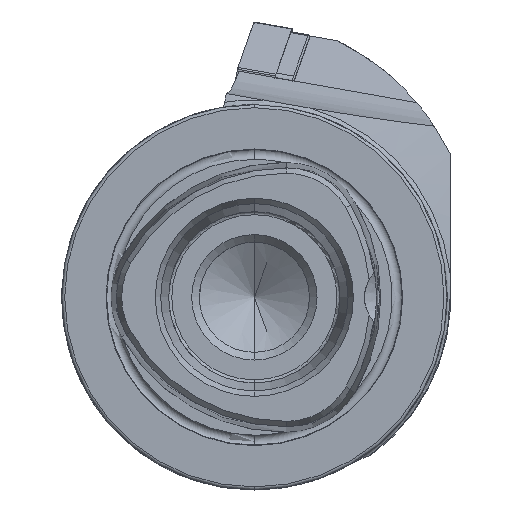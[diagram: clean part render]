
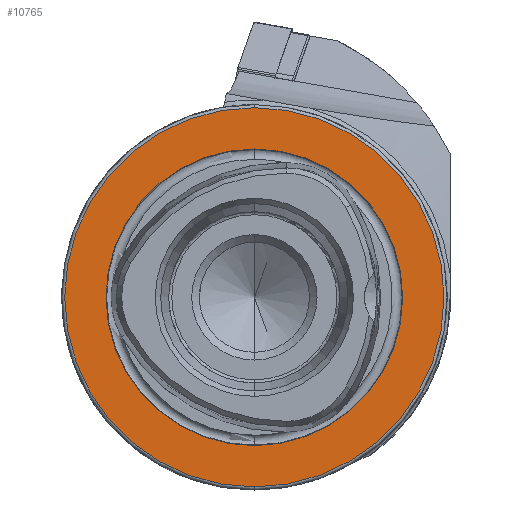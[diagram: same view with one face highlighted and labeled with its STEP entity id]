
A CAD part, left-side view. The second image highlights one B-rep face of the part: STEP entity #10765.
In plain terms, the highlighted planar face has unit normal (-1, 0, 0).
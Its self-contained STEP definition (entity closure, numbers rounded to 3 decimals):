
#459 = EDGE_CURVE ( 'NONE', #2505, #2507, #4686, .T. ) ;
#506 = CIRCLE ( 'NONE', #6304, 31. ) ;
#624 = PLANE ( 'NONE',  #1942 ) ;
#626 = CARTESIAN_POINT ( 'NONE',  ( 0., 24.25, 0. ) ) ;
#627 = DIRECTION ( 'NONE',  ( 1., 0., 0. ) ) ;
#628 = DIRECTION ( 'NONE',  ( 0., 0., -1. ) ) ;
#1942 = AXIS2_PLACEMENT_3D ( 'NONE', #626, #627, #628 ) ;
#2505 = VERTEX_POINT ( 'NONE', #9223 ) ;
#2507 = VERTEX_POINT ( 'NONE', #9220 ) ;
#2509 = VERTEX_POINT ( 'NONE', #9215 ) ;
#2510 = VERTEX_POINT ( 'NONE', #9167 ) ;
#2658 = CIRCLE ( 'NONE', #3139, 24.25 ) ;
#2659 = CIRCLE ( 'NONE', #3140, 31. ) ;
#3076 = AXIS2_PLACEMENT_3D ( 'NONE', #3311, #3310, #3309 ) ;
#3139 = AXIS2_PLACEMENT_3D ( 'NONE', #5026, #5256, #5251 ) ;
#3140 = AXIS2_PLACEMENT_3D ( 'NONE', #5234, #5232, #5194 ) ;
#3309 = DIRECTION ( 'NONE',  ( 0., 0., 1. ) ) ;
#3310 = DIRECTION ( 'NONE',  ( -1., 0., 0. ) ) ;
#3311 = CARTESIAN_POINT ( 'NONE',  ( 0., 0., 0. ) ) ;
#3641 = EDGE_CURVE ( 'NONE', #2507, #2505, #2658, .T. ) ;
#3642 = EDGE_CURVE ( 'NONE', #2510, #2509, #2659, .T. ) ;
#4686 = CIRCLE ( 'NONE', #3076, 24.25 ) ;
#5026 = CARTESIAN_POINT ( 'NONE',  ( 0., 0., 0. ) ) ;
#5194 = DIRECTION ( 'NONE',  ( 0., 0., 1. ) ) ;
#5232 = DIRECTION ( 'NONE',  ( -1., 0., 0. ) ) ;
#5234 = CARTESIAN_POINT ( 'NONE',  ( 0., 0., 0. ) ) ;
#5251 = DIRECTION ( 'NONE',  ( 0., 0., 1. ) ) ;
#5256 = DIRECTION ( 'NONE',  ( -1., 0., 0. ) ) ;
#6304 = AXIS2_PLACEMENT_3D ( 'NONE', #10396, #10397, #10398 ) ;
#8322 = EDGE_CURVE ( 'NONE', #2509, #2510, #506, .T. ) ;
#9167 = CARTESIAN_POINT ( 'NONE',  ( 0., 0., -31. ) ) ;
#9215 = CARTESIAN_POINT ( 'NONE',  ( 0., 0., 31. ) ) ;
#9220 = CARTESIAN_POINT ( 'NONE',  ( 0., 0., 24.25 ) ) ;
#9223 = CARTESIAN_POINT ( 'NONE',  ( 0., 0., -24.25 ) ) ;
#9412 = EDGE_LOOP ( 'NONE', ( #11023, #11024 ) ) ;
#9413 = EDGE_LOOP ( 'NONE', ( #11021, #11022 ) ) ;
#9665 = FACE_BOUND ( 'NONE', #9413, .T. ) ;
#9673 = FACE_OUTER_BOUND ( 'NONE', #9412, .T. ) ;
#10396 = CARTESIAN_POINT ( 'NONE',  ( 0., 0., 0. ) ) ;
#10397 = DIRECTION ( 'NONE',  ( -1., 0., 0. ) ) ;
#10398 = DIRECTION ( 'NONE',  ( 0., 0., 1. ) ) ;
#10765 = ADVANCED_FACE ( 'NONE', ( #9665, #9673 ), #624, .F. ) ;
#11021 = ORIENTED_EDGE ( 'NONE', *, *, #3641, .F. ) ;
#11022 = ORIENTED_EDGE ( 'NONE', *, *, #459, .F. ) ;
#11023 = ORIENTED_EDGE ( 'NONE', *, *, #8322, .T. ) ;
#11024 = ORIENTED_EDGE ( 'NONE', *, *, #3642, .T. ) ;
